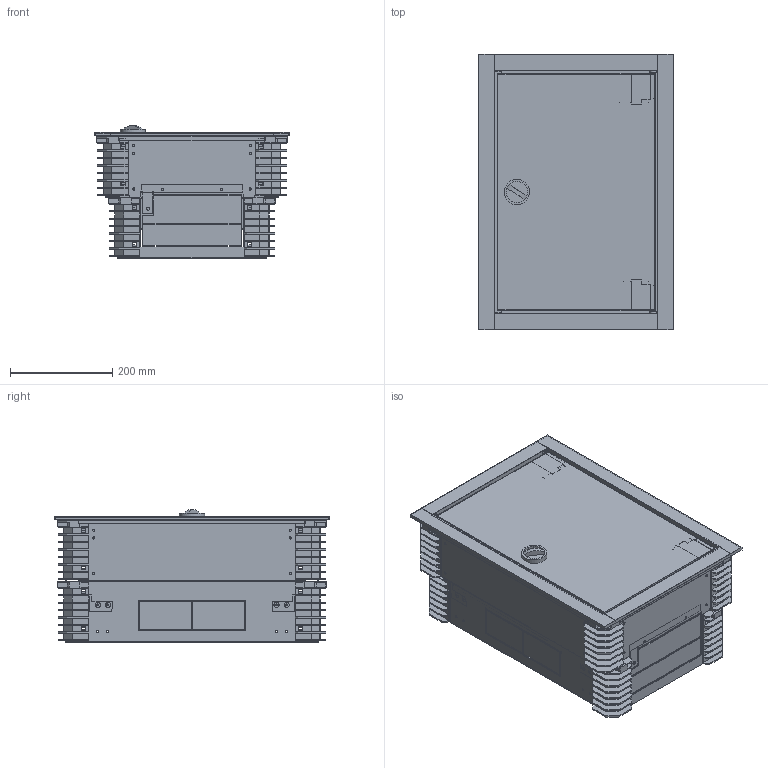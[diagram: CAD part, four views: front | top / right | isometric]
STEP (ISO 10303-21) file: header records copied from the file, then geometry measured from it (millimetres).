
FILE_DESCRIPTION(/* description */ ('This is a sample STEP configuration'),/* implementation_level */ '2;1');
FILE_NAME(/* name */ 'UMZV1-1A_W_TN_STEP.stp',/* time_stamp */ '2025-04-09T21:49:15+02:00',/* author */ ('powerJobs'),/* organization */ ('coolOrange'),/* preprocessor_version */ 'ST-DEVELOPER v20',/* originating_system */ 'Autodesk Inventor 2024',/* authorisation */ '');
FILE_SCHEMA (('AUTOMOTIVE_DESIGN { 1 0 10303 214 3 1 1 }'));
Products named in the file (38): ENG-000021372; PW_1A_T240; PW_OT_A; PW_OT_A_1; OT_Winkel_A; UM-Ecke; PW_ST_1; RW_PW_1A; ENG-000019058; EMV_Holm_1; PVC-BLOCK_HOLM; ENG-000003940; Z-400_li_Klink_58; Z-400_re_Klink_58; ENG-000003816; ENG-000003818; ENG-000003817; Zaehlerplatte_ZP-E; Zaehlerplatte_ZP-E_1; Lasche1_ZP-E; Lasche2_ZP-E; ENG-000003814; Blindstreifen_60mm; ENG-000009593; ENG-000009594; ENG-000009548; UM-1A; UM_Z_1; UM_OT-A; OT_Winkel_A_1; UM_ST_1; Erdungslasche; Tuer-1A; Tuer-1A_1; Drehriegel_ME; ENG-000002964; ENG-000002963; Türlager-AM
Assembly tree (55 placements, depth 5):
  ENG-000021372
    PW_1A_T240
      PW_OT_A  x2
        PW_OT_A_1
        OT_Winkel_A
        UM-Ecke
      PW_ST_1  x2
      RW_PW_1A
    ENG-000019058
      EMV_Holm_1  x2
      PVC-BLOCK_HOLM  x4
      ENG-000003940
        Z-400_li_Klink_58
        Z-400_re_Klink_58
        ENG-000003816
        ENG-000003818
        ENG-000003817
        Zaehlerplatte_ZP-E
          Zaehlerplatte_ZP-E_1
          Lasche1_ZP-E
          Lasche2_ZP-E  x4
        ENG-000003814
      Blindstreifen_60mm
      ENG-000009593
        ENG-000009594
        ENG-000009548  x2
    UM-1A
      UM_Z_1  x2
      UM_OT-A  x2
      OT_Winkel_A_1  x2
      UM_ST_1  x2
      Erdungslasche
      Tuer-1A
        Tuer-1A_1
        Drehriegel_ME
        ENG-000002964
        ENG-000002963
      Türlager-AM  x2
Bounding box: 381 x 539 x 259.9 mm (x, y, z)
Volume: 2766294.4 mm3; surface area: 3347173.5 mm2
Topology: 52 solids, 52 shells, 5777 faces, 15685 edges, 10032 vertices
Faces by surface type: plane 4051, cylinder 694, bspline 669, sphere 160, torus 109, cone 94
Full cylindrical faces by diameter (mm): 3.2 x4, 3.9 x16, 4.2 x66, 5 x4, 5.2 x6, 5.5 x1, 6.2 x21, 7.5 x1, 8 x5, 8.2 x6, 11 x20, 13 x2, 20 x1, 30 x1, 39 x1, 50 x1
Entity records: 94315 total; most frequent: CARTESIAN_POINT 28026, ORIENTED_EDGE 14204, DIRECTION 11845, EDGE_CURVE 7102, LINE 5505, VECTOR 5505, VERTEX_POINT 4653, AXIS2_PLACEMENT_3D 3170
